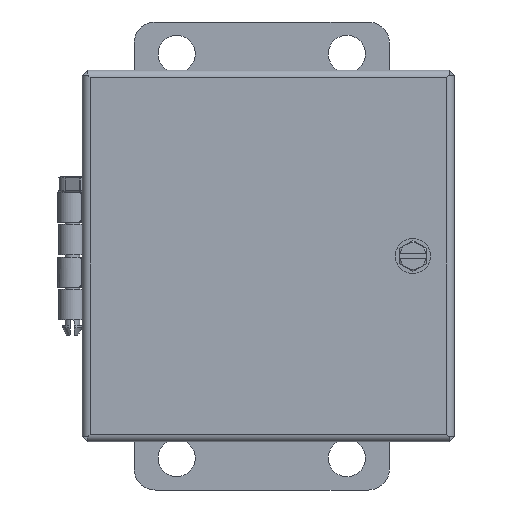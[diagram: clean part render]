
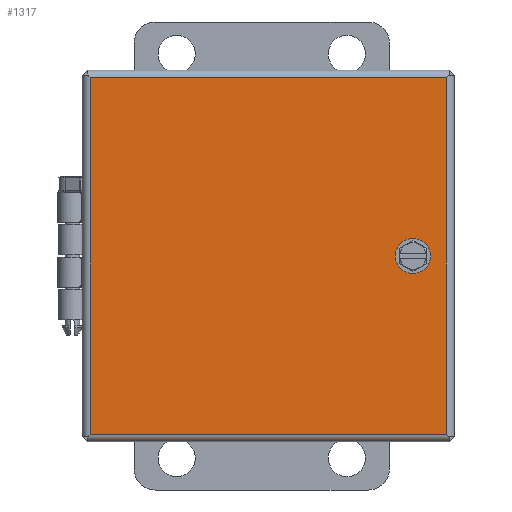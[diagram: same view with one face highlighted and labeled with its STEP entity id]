
A CAD part, front view. The second image highlights one B-rep face of the part: STEP entity #1317.
In plain terms, the highlighted planar face has unit normal (0, -1, 0).
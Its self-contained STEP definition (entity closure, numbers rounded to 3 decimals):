
#1317 = ADVANCED_FACE( '', ( #2694, #2695 ), #2696, .T. );
#2694 = FACE_BOUND( '', #4385, .T. );
#2695 = FACE_OUTER_BOUND( '', #4386, .T. );
#2696 = PLANE( '', #4387 );
#4385 = EDGE_LOOP( '', ( #7631 ) );
#4386 = EDGE_LOOP( '', ( #7632, #7633, #7634, #7635 ) );
#4387 = AXIS2_PLACEMENT_3D( '', #7636, #7637, #7638 );
#7631 = ORIENTED_EDGE( '', *, *, #10666, .F. );
#7632 = ORIENTED_EDGE( '', *, *, #10308, .T. );
#7633 = ORIENTED_EDGE( '', *, *, #10667, .F. );
#7634 = ORIENTED_EDGE( '', *, *, #10018, .T. );
#7635 = ORIENTED_EDGE( '', *, *, #10011, .T. );
#7636 = CARTESIAN_POINT( '', ( -55.499, 0., -55.499 ) );
#7637 = DIRECTION( '', ( 0., -1., 0. ) );
#7638 = DIRECTION( '', ( 0., 0., -1. ) );
#10011 = EDGE_CURVE( '', #11904, #11909, #11911, .T. );
#10018 = EDGE_CURVE( '', #11914, #11904, #11921, .T. );
#10308 = EDGE_CURVE( '', #11909, #12229, #12358, .T. );
#10666 = EDGE_CURVE( '', #12839, #12839, #12840, .T. );
#10667 = EDGE_CURVE( '', #11914, #12229, #12841, .T. );
#11904 = VERTEX_POINT( '', #14973 );
#11909 = VERTEX_POINT( '', #14979 );
#11911 = LINE( '', #14981, #14982 );
#11914 = VERTEX_POINT( '', #14985 );
#11921 = LINE( '', #14993, #14994 );
#12229 = VERTEX_POINT( '', #15511 );
#12358 = LINE( '', #15785, #15786 );
#12839 = VERTEX_POINT( '', #16676 );
#12840 = CIRCLE( '', #16677, 3.175 );
#12841 = LINE( '', #16678, #16679 );
#14973 = CARTESIAN_POINT( '', ( -53.162, 0., -53.162 ) );
#14979 = CARTESIAN_POINT( '', ( 53.162, 0., -53.162 ) );
#14981 = CARTESIAN_POINT( '', ( 55.499, 0., -53.162 ) );
#14982 = VECTOR( '', #18100, 1000. );
#14985 = CARTESIAN_POINT( '', ( -53.162, 0., 53.162 ) );
#14993 = CARTESIAN_POINT( '', ( -53.162, 0., -55.499 ) );
#14994 = VECTOR( '', #18114, 1000. );
#15511 = CARTESIAN_POINT( '', ( 53.162, 0., 53.162 ) );
#15785 = CARTESIAN_POINT( '', ( 53.162, 0., 53.162 ) );
#15786 = VECTOR( '', #18385, 1000. );
#16676 = CARTESIAN_POINT( '', ( 46.355, 0., 0. ) );
#16677 = AXIS2_PLACEMENT_3D( '', #18696, #18697, #18698 );
#16678 = CARTESIAN_POINT( '', ( -53.162, 0., 53.162 ) );
#16679 = VECTOR( '', #18699, 1000. );
#18100 = DIRECTION( '', ( 1., 0., 0. ) );
#18114 = DIRECTION( '', ( 0., 0., -1. ) );
#18385 = DIRECTION( '', ( 0., 0., 1. ) );
#18696 = CARTESIAN_POINT( '', ( 43.18, 0., 0. ) );
#18697 = DIRECTION( '', ( 0., -1., 0. ) );
#18698 = DIRECTION( '', ( 1., 0., 0. ) );
#18699 = DIRECTION( '', ( 1., 0., 0. ) );
